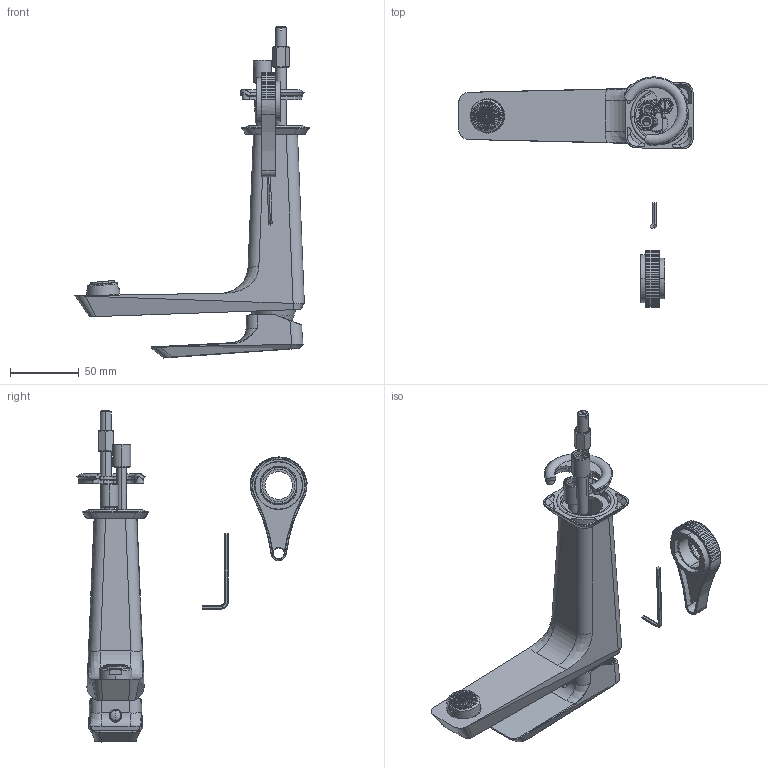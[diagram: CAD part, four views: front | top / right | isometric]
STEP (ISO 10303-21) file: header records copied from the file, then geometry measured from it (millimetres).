
FILE_DESCRIPTION((''),'2;1');
FILE_NAME('VFA168246-JO_ASM','2022-03-21T',('fth20'),(''),'CREO PARAMETRIC BY PTC INC, 2015480','CREO PARAMETRIC BY PTC INC, 2015480','');
FILE_SCHEMA(('CONFIG_CONTROL_DESIGN'));
Products named in the file (28): 80T168246; 8DZ168246; 81W168X81G; 80W07100; 80W07129; 8NM70000; 81T168246G_ASM; 8J235X25A; J14261KD00; 8YG16482; 9ZG16482; 80P25VFA2; 8CM5X7; 80N81050; 8BM8X110B2; 8NM8X15; 8BM8X110B_ASM; 81N11071KB; 80N11071K; 8J42X25B; 8EM3X6; 8EM4X12; 8J213X158X3A; 82M24021NP22; 81M24021; 8BS25; 80P00008A; VFA168246-JO_ASM
Assembly tree (28 placements, depth 3):
  VFA168246-JO_ASM
    80T168246
    8DZ168246
    81T168246G_ASM
      81W168X81G
      80W07100
      80W07129
      8NM70000  x2
    8J235X25A
    J14261KD00
    8YG16482
    9ZG16482
    80P25VFA2
    8CM5X7
    80N81050
    8BM8X110B_ASM
      8BM8X110B2
      8NM8X15
    81N11071KB
    80N11071K
    8J42X25B
    8EM3X6
    8EM4X12
    8J213X158X3A
    82M24021NP22
    81M24021
    8BS25
    80P00008A
Bounding box: 170.4 x 167.44 x 241.41 mm (x, y, z)
Volume: 167649.2 mm3; surface area: 137322.9 mm2
Topology: 34 solids, 34 shells, 4127 faces, 12843 edges, 8381 vertices
Faces by surface type: plane 1866, cylinder 1771, cone 259, torus 106, bspline 95, extrusion 24, sphere 6
Entity records: 182660 total; most frequent: CARTESIAN_POINT 66659, ORIENTED_EDGE 25562, DIRECTION 22172, EDGE_CURVE 12781, VERTEX_POINT 8355, AXIS2_PLACEMENT_3D 7402, VECTOR 7368, LINE 7344
